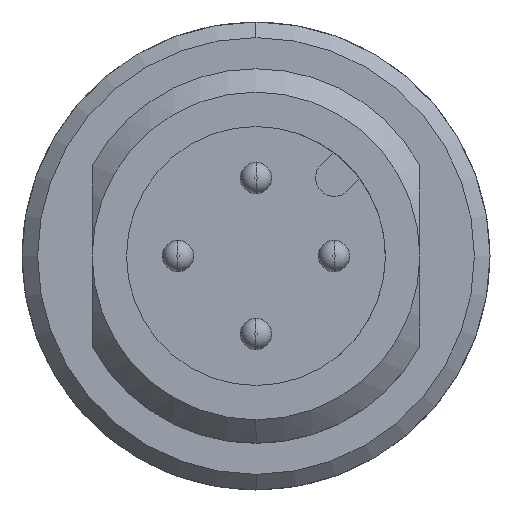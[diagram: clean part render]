
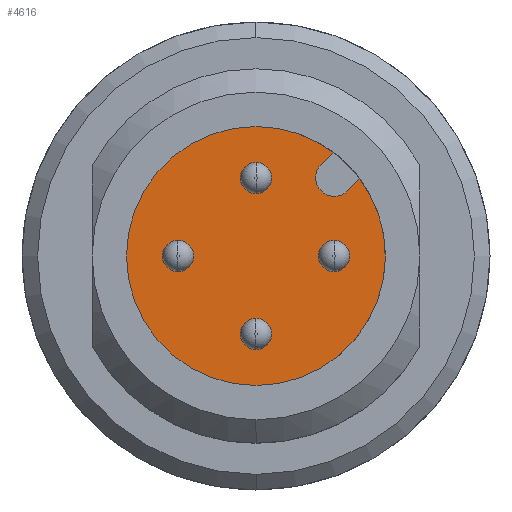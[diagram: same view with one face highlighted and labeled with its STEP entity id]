
A CAD part, left-side view. The second image highlights one B-rep face of the part: STEP entity #4616.
In plain terms, the highlighted planar face has unit normal (-1, 0, 0).
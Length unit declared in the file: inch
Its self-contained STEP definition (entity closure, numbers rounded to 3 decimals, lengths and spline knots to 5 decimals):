
#13 = ORIENTED_EDGE ( 'NONE', *, *, #1066, .T. ) ;
#54 = DIRECTION ( 'NONE',  ( 0., 0., 1. ) ) ;
#132 = EDGE_CURVE ( 'NONE', #4964, #2082, #943, .T. ) ;
#137 = CARTESIAN_POINT ( 'NONE',  ( -0.28346, 0., 0. ) ) ;
#187 = ORIENTED_EDGE ( 'NONE', *, *, #4511, .T. ) ;
#277 = VERTEX_POINT ( 'NONE', #5358 ) ;
#297 = EDGE_LOOP ( 'NONE', ( #187, #3081 ) ) ;
#322 = CARTESIAN_POINT ( 'NONE',  ( -0.28346, 0., 0.11811 ) ) ;
#342 = AXIS2_PLACEMENT_3D ( 'NONE', #4179, #2859, #1458 ) ;
#348 = AXIS2_PLACEMENT_3D ( 'NONE', #5766, #3003, #379 ) ;
#379 = DIRECTION ( 'NONE',  ( 0., 0., 1. ) ) ;
#398 = VECTOR ( 'NONE', #5545, 39.37008 ) ;
#433 = AXIS2_PLACEMENT_3D ( 'NONE', #3200, #2273, #54 ) ;
#473 = ORIENTED_EDGE ( 'NONE', *, *, #1367, .T. ) ;
#581 = FACE_BOUND ( 'NONE', #4433, .T. ) ;
#677 = VERTEX_POINT ( 'NONE', #3570 ) ;
#689 = ORIENTED_EDGE ( 'NONE', *, *, #132, .T. ) ;
#732 = DIRECTION ( 'NONE',  ( 1., 0., 0. ) ) ;
#802 = EDGE_LOOP ( 'NONE', ( #473, #3574 ) ) ;
#879 = VECTOR ( 'NONE', #3621, 39.37008 ) ;
#926 = DIRECTION ( 'NONE',  ( 0., 0., 1. ) ) ;
#943 = CIRCLE ( 'NONE', #4021, 0.01969 ) ;
#963 = AXIS2_PLACEMENT_3D ( 'NONE', #1570, #1838, #2214 ) ;
#982 = CARTESIAN_POINT ( 'NONE',  ( -0.28346, -0.09883, 0.09883 ) ) ;
#994 = EDGE_CURVE ( 'NONE', #2082, #4964, #2358, .T. ) ;
#1066 = EDGE_CURVE ( 'NONE', #4416, #4847, #2343, .T. ) ;
#1183 = ORIENTED_EDGE ( 'NONE', *, *, #1440, .T. ) ;
#1224 = VERTEX_POINT ( 'NONE', #4618 ) ;
#1367 = EDGE_CURVE ( 'NONE', #1224, #3130, #3097, .T. ) ;
#1406 = DIRECTION ( 'NONE',  ( 1., 0., 0. ) ) ;
#1428 = AXIS2_PLACEMENT_3D ( 'NONE', #1751, #732, #4297 ) ;
#1440 = EDGE_CURVE ( 'NONE', #4252, #1709, #1796, .T. ) ;
#1449 = DIRECTION ( 'NONE',  ( 0., 0., 1. ) ) ;
#1458 = DIRECTION ( 'NONE',  ( 0., 0., 1. ) ) ;
#1483 = DIRECTION ( 'NONE',  ( 0., 0., 1. ) ) ;
#1527 = AXIS2_PLACEMENT_3D ( 'NONE', #4270, #3348, #3850 ) ;
#1570 = CARTESIAN_POINT ( 'NONE',  ( -0.28346, 0., 0.09843 ) ) ;
#1581 = ORIENTED_EDGE ( 'NONE', *, *, #2206, .T. ) ;
#1618 = CARTESIAN_POINT ( 'NONE',  ( -0.28346, 0., -0.16339 ) ) ;
#1667 = CARTESIAN_POINT ( 'NONE',  ( -0.28346, 0., 0. ) ) ;
#1709 = VERTEX_POINT ( 'NONE', #4403 ) ;
#1751 = CARTESIAN_POINT ( 'NONE',  ( -0.28346, -0.09843, 0. ) ) ;
#1796 = CIRCLE ( 'NONE', #963, 0.01969 ) ;
#1838 = DIRECTION ( 'NONE',  ( 1., 0., 0. ) ) ;
#1956 = LINE ( 'NONE', #2408, #879 ) ;
#2048 = EDGE_CURVE ( 'NONE', #277, #3904, #3852, .T. ) ;
#2082 = VERTEX_POINT ( 'NONE', #5191 ) ;
#2206 = EDGE_CURVE ( 'NONE', #4847, #4960, #4878, .T. ) ;
#2214 = DIRECTION ( 'NONE',  ( 0., 0., 1. ) ) ;
#2273 = DIRECTION ( 'NONE',  ( 1., 0., 0. ) ) ;
#2288 = CARTESIAN_POINT ( 'NONE',  ( -0.28346, 0., 0.09843 ) ) ;
#2302 = EDGE_CURVE ( 'NONE', #5085, #677, #5719, .T. ) ;
#2343 = LINE ( 'NONE', #3675, #398 ) ;
#2358 = CIRCLE ( 'NONE', #3934, 0.01969 ) ;
#2369 = AXIS2_PLACEMENT_3D ( 'NONE', #1667, #3544, #926 ) ;
#2375 = CARTESIAN_POINT ( 'NONE',  ( -0.28346, -0.09843, -0.01969 ) ) ;
#2398 = FACE_BOUND ( 'NONE', #297, .T. ) ;
#2408 = CARTESIAN_POINT ( 'NONE',  ( -0.28346, -0.13102, 0.09761 ) ) ;
#2412 = DIRECTION ( 'NONE',  ( 1., 0., 0. ) ) ;
#2601 = AXIS2_PLACEMENT_3D ( 'NONE', #2288, #2412, #4072 ) ;
#2674 = ORIENTED_EDGE ( 'NONE', *, *, #2302, .T. ) ;
#2683 = CARTESIAN_POINT ( 'NONE',  ( -0.28346, -0.09761, 0.13102 ) ) ;
#2770 = CARTESIAN_POINT ( 'NONE',  ( -0.28346, 0.09843, 0.01969 ) ) ;
#2830 = FACE_BOUND ( 'NONE', #3280, .T. ) ;
#2859 = DIRECTION ( 'NONE',  ( -1., 0., 0. ) ) ;
#3003 = DIRECTION ( 'NONE',  ( 1., 0., 0. ) ) ;
#3081 = ORIENTED_EDGE ( 'NONE', *, *, #2048, .T. ) ;
#3097 = CIRCLE ( 'NONE', #1428, 0.01969 ) ;
#3104 = AXIS2_PLACEMENT_3D ( 'NONE', #137, #4199, #1483 ) ;
#3119 = EDGE_CURVE ( 'NONE', #3486, #677, #1956, .T. ) ;
#3130 = VERTEX_POINT ( 'NONE', #2375 ) ;
#3200 = CARTESIAN_POINT ( 'NONE',  ( -0.28346, 0.09843, 0. ) ) ;
#3231 = CIRCLE ( 'NONE', #348, 0.01969 ) ;
#3238 = CARTESIAN_POINT ( 'NONE',  ( -0.28346, 0., -0.09843 ) ) ;
#3260 = DIRECTION ( 'NONE',  ( 0., 0., 1. ) ) ;
#3278 = ORIENTED_EDGE ( 'NONE', *, *, #3119, .F. ) ;
#3280 = EDGE_LOOP ( 'NONE', ( #1183, #3593 ) ) ;
#3348 = DIRECTION ( 'NONE',  ( 1., 0., 0. ) ) ;
#3375 = CARTESIAN_POINT ( 'NONE',  ( -0.28346, 0., -0.09843 ) ) ;
#3486 = VERTEX_POINT ( 'NONE', #4954 ) ;
#3544 = DIRECTION ( 'NONE',  ( -1., 0., 0. ) ) ;
#3570 = CARTESIAN_POINT ( 'NONE',  ( -0.28346, -0.13102, 0.09761 ) ) ;
#3574 = ORIENTED_EDGE ( 'NONE', *, *, #3794, .T. ) ;
#3591 = EDGE_CURVE ( 'NONE', #4960, #5085, #4909, .T. ) ;
#3593 = ORIENTED_EDGE ( 'NONE', *, *, #5475, .T. ) ;
#3621 = DIRECTION ( 'NONE',  ( 0., -0.707, 0.707 ) ) ;
#3675 = CARTESIAN_POINT ( 'NONE',  ( -0.28346, -0.08212, 0.11553 ) ) ;
#3701 = DIRECTION ( 'NONE',  ( -1., 0., 0. ) ) ;
#3785 = AXIS2_PLACEMENT_3D ( 'NONE', #982, #4574, #1449 ) ;
#3794 = EDGE_CURVE ( 'NONE', #3130, #1224, #3231, .T. ) ;
#3850 = DIRECTION ( 'NONE',  ( 0., 0., 1. ) ) ;
#3852 = CIRCLE ( 'NONE', #1527, 0.01969 ) ;
#3904 = VERTEX_POINT ( 'NONE', #2770 ) ;
#3934 = AXIS2_PLACEMENT_3D ( 'NONE', #3238, #1406, #5020 ) ;
#4012 = ORIENTED_EDGE ( 'NONE', *, *, #3591, .T. ) ;
#4021 = AXIS2_PLACEMENT_3D ( 'NONE', #3375, #4843, #5214 ) ;
#4072 = DIRECTION ( 'NONE',  ( 0., 0., 1. ) ) ;
#4179 = CARTESIAN_POINT ( 'NONE',  ( -0.28346, 0.08169, 0. ) ) ;
#4181 = CARTESIAN_POINT ( 'NONE',  ( -0.28346, 0., 0. ) ) ;
#4199 = DIRECTION ( 'NONE',  ( -1., 0., 0. ) ) ;
#4252 = VERTEX_POINT ( 'NONE', #322 ) ;
#4270 = CARTESIAN_POINT ( 'NONE',  ( -0.28346, 0.09843, 0. ) ) ;
#4297 = DIRECTION ( 'NONE',  ( 0., 0., 1. ) ) ;
#4312 = ORIENTED_EDGE ( 'NONE', *, *, #994, .T. ) ;
#4403 = CARTESIAN_POINT ( 'NONE',  ( -0.28346, 0., 0.07874 ) ) ;
#4416 = VERTEX_POINT ( 'NONE', #5419 ) ;
#4433 = EDGE_LOOP ( 'NONE', ( #4312, #689 ) ) ;
#4511 = EDGE_CURVE ( 'NONE', #3904, #277, #4629, .T. ) ;
#4574 = DIRECTION ( 'NONE',  ( 1., 0., 0. ) ) ;
#4582 = PLANE ( 'NONE',  #342 ) ;
#4611 = FACE_OUTER_BOUND ( 'NONE', #5765, .T. ) ;
#4616 = ADVANCED_FACE ( 'NONE', ( #581, #5451, #2830, #2398, #4611 ), #4582, .T. ) ;
#4618 = CARTESIAN_POINT ( 'NONE',  ( -0.28346, -0.09843, 0.01969 ) ) ;
#4627 = ORIENTED_EDGE ( 'NONE', *, *, #4986, .T. ) ;
#4629 = CIRCLE ( 'NONE', #433, 0.01969 ) ;
#4843 = DIRECTION ( 'NONE',  ( 1., 0., 0. ) ) ;
#4847 = VERTEX_POINT ( 'NONE', #2683 ) ;
#4860 = CARTESIAN_POINT ( 'NONE',  ( -0.28346, 0., 0.16339 ) ) ;
#4878 = CIRCLE ( 'NONE', #2369, 0.16339 ) ;
#4909 = CIRCLE ( 'NONE', #5092, 0.16339 ) ;
#4954 = CARTESIAN_POINT ( 'NONE',  ( -0.28346, -0.11553, 0.08212 ) ) ;
#4960 = VERTEX_POINT ( 'NONE', #4860 ) ;
#4964 = VERTEX_POINT ( 'NONE', #5736 ) ;
#4986 = EDGE_CURVE ( 'NONE', #3486, #4416, #5278, .T. ) ;
#5020 = DIRECTION ( 'NONE',  ( 0., 0., 1. ) ) ;
#5085 = VERTEX_POINT ( 'NONE', #1618 ) ;
#5092 = AXIS2_PLACEMENT_3D ( 'NONE', #4181, #3701, #3260 ) ;
#5191 = CARTESIAN_POINT ( 'NONE',  ( -0.28346, 0., -0.07874 ) ) ;
#5214 = DIRECTION ( 'NONE',  ( 0., 0., 1. ) ) ;
#5278 = CIRCLE ( 'NONE', #3785, 0.02362 ) ;
#5358 = CARTESIAN_POINT ( 'NONE',  ( -0.28346, 0.09843, -0.01969 ) ) ;
#5379 = CIRCLE ( 'NONE', #2601, 0.01969 ) ;
#5419 = CARTESIAN_POINT ( 'NONE',  ( -0.28346, -0.08212, 0.11553 ) ) ;
#5451 = FACE_BOUND ( 'NONE', #802, .T. ) ;
#5475 = EDGE_CURVE ( 'NONE', #1709, #4252, #5379, .T. ) ;
#5545 = DIRECTION ( 'NONE',  ( 0., -0.707, 0.707 ) ) ;
#5719 = CIRCLE ( 'NONE', #3104, 0.16339 ) ;
#5736 = CARTESIAN_POINT ( 'NONE',  ( -0.28346, 0., -0.11811 ) ) ;
#5765 = EDGE_LOOP ( 'NONE', ( #13, #1581, #4012, #2674, #3278, #4627 ) ) ;
#5766 = CARTESIAN_POINT ( 'NONE',  ( -0.28346, -0.09843, 0. ) ) ;
